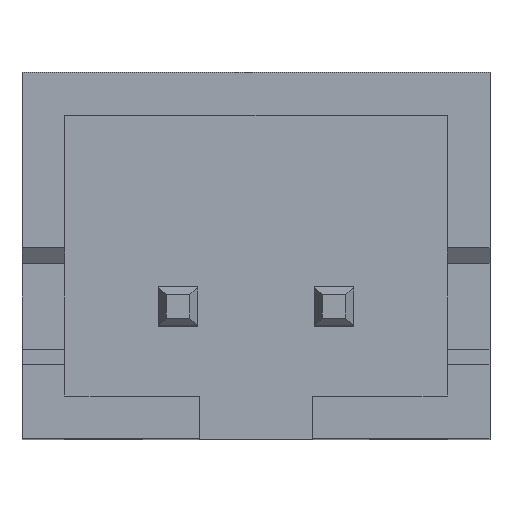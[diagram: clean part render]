
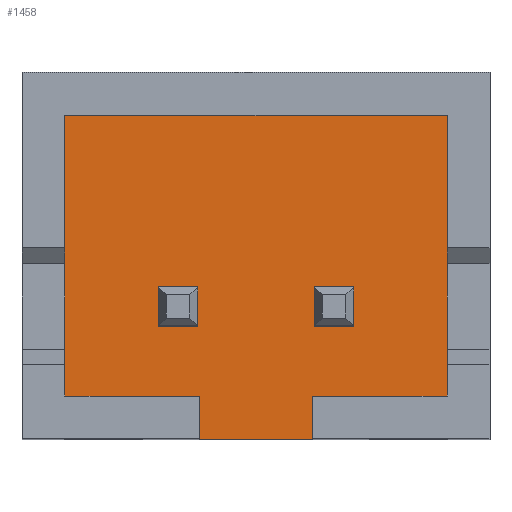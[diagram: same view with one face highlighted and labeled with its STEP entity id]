
A CAD part, top view. The second image highlights one B-rep face of the part: STEP entity #1458.
In plain terms, the highlighted planar face has unit normal (0, 0, 1).
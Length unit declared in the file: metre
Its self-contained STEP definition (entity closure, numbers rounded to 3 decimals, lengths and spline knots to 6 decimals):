
#141=ORIENTED_EDGE('',*,*,#475,.F.);
#142=ORIENTED_EDGE('',*,*,#478,.T.);
#143=ORIENTED_EDGE('',*,*,#481,.T.);
#144=ORIENTED_EDGE('',*,*,#483,.F.);
#145=ORIENTED_EDGE('',*,*,#537,.T.);
#146=ORIENTED_EDGE('',*,*,#538,.T.);
#147=ORIENTED_EDGE('',*,*,#539,.F.);
#148=ORIENTED_EDGE('',*,*,#540,.F.);
#149=ORIENTED_EDGE('',*,*,#488,.T.);
#150=ORIENTED_EDGE('',*,*,#541,.T.);
#151=ORIENTED_EDGE('',*,*,#542,.T.);
#152=ORIENTED_EDGE('',*,*,#462,.T.);
#153=ORIENTED_EDGE('',*,*,#543,.F.);
#154=ORIENTED_EDGE('',*,*,#535,.T.);
#155=ORIENTED_EDGE('',*,*,#544,.F.);
#156=ORIENTED_EDGE('',*,*,#517,.F.);
#157=ORIENTED_EDGE('',*,*,#545,.F.);
#158=ORIENTED_EDGE('',*,*,#512,.T.);
#462=EDGE_CURVE('',#671,#670,#806,.T.);
#475=EDGE_CURVE('',#683,#680,#819,.T.);
#478=EDGE_CURVE('',#683,#685,#822,.T.);
#481=EDGE_CURVE('',#685,#687,#825,.T.);
#483=EDGE_CURVE('',#680,#687,#827,.T.);
#488=EDGE_CURVE('',#691,#690,#832,.T.);
#512=EDGE_CURVE('',#710,#691,#856,.T.);
#517=EDGE_CURVE('',#714,#715,#861,.T.);
#535=EDGE_CURVE('',#727,#726,#879,.T.);
#537=EDGE_CURVE('',#728,#729,#881,.T.);
#538=EDGE_CURVE('',#729,#730,#882,.T.);
#539=EDGE_CURVE('',#731,#730,#883,.T.);
#540=EDGE_CURVE('',#728,#731,#884,.T.);
#541=EDGE_CURVE('',#690,#732,#885,.T.);
#542=EDGE_CURVE('',#732,#671,#886,.T.);
#543=EDGE_CURVE('',#727,#670,#887,.T.);
#544=EDGE_CURVE('',#715,#726,#888,.T.);
#545=EDGE_CURVE('',#710,#714,#889,.T.);
#670=VERTEX_POINT('',#2062);
#671=VERTEX_POINT('',#2064);
#680=VERTEX_POINT('',#2084);
#683=VERTEX_POINT('',#2089);
#685=VERTEX_POINT('',#2095);
#687=VERTEX_POINT('',#2101);
#690=VERTEX_POINT('',#2114);
#691=VERTEX_POINT('',#2116);
#710=VERTEX_POINT('',#2162);
#714=VERTEX_POINT('',#2171);
#715=VERTEX_POINT('',#2173);
#726=VERTEX_POINT('',#2204);
#727=VERTEX_POINT('',#2206);
#728=VERTEX_POINT('',#2210);
#729=VERTEX_POINT('',#2211);
#730=VERTEX_POINT('',#2213);
#731=VERTEX_POINT('',#2215);
#732=VERTEX_POINT('',#2218);
#806=LINE('',#2063,#1016);
#819=LINE('',#2090,#1029);
#822=LINE('',#2096,#1032);
#825=LINE('',#2102,#1035);
#827=LINE('',#2105,#1037);
#832=LINE('',#2115,#1042);
#856=LINE('',#2161,#1066);
#861=LINE('',#2172,#1071);
#879=LINE('',#2205,#1089);
#881=LINE('',#2209,#1091);
#882=LINE('',#2212,#1092);
#883=LINE('',#2214,#1093);
#884=LINE('',#2216,#1094);
#885=LINE('',#2217,#1095);
#886=LINE('',#2219,#1096);
#887=LINE('',#2220,#1097);
#888=LINE('',#2221,#1098);
#889=LINE('',#2222,#1099);
#1016=VECTOR('',#1670,1.);
#1029=VECTOR('',#1685,1.);
#1032=VECTOR('',#1690,1.);
#1035=VECTOR('',#1695,1.);
#1037=VECTOR('',#1699,1.);
#1042=VECTOR('',#1708,1.);
#1066=VECTOR('',#1738,1.);
#1071=VECTOR('',#1745,1.);
#1089=VECTOR('',#1769,1.);
#1091=VECTOR('',#1773,1.);
#1092=VECTOR('',#1774,1.);
#1093=VECTOR('',#1775,1.);
#1094=VECTOR('',#1776,1.);
#1095=VECTOR('',#1777,1.);
#1096=VECTOR('',#1778,1.);
#1097=VECTOR('',#1779,1.);
#1098=VECTOR('',#1780,1.);
#1099=VECTOR('',#1781,1.);
#1216=EDGE_LOOP('',(#141,#142,#143,#144));
#1217=EDGE_LOOP('',(#145,#146,#147,#148));
#1218=EDGE_LOOP('',(#149,#150,#151,#152,#153,#154,#155,#156,#157,#158));
#1298=FACE_BOUND('',#1216,.T.);
#1299=FACE_BOUND('',#1217,.T.);
#1300=FACE_BOUND('',#1218,.T.);
#1380=PLANE('',#1572);
#1458=ADVANCED_FACE('',(#1298,#1299,#1300),#1380,.T.);
#1572=AXIS2_PLACEMENT_3D('',#2208,#1771,#1772);
#1670=DIRECTION('',(1.,0.,0.));
#1685=DIRECTION('',(0.,1.,0.));
#1690=DIRECTION('',(-1.,0.,0.));
#1695=DIRECTION('',(0.,1.,0.));
#1699=DIRECTION('',(-1.,0.,0.));
#1708=DIRECTION('',(1.,0.,0.));
#1738=DIRECTION('',(0.,-1.,0.));
#1745=DIRECTION('',(0.,-1.,0.));
#1769=DIRECTION('',(1.,0.,0.));
#1771=DIRECTION('',(0.,0.,1.));
#1772=DIRECTION('',(1.,0.,0.));
#1773=DIRECTION('',(-1.,0.,0.));
#1774=DIRECTION('',(0.,1.,0.));
#1775=DIRECTION('',(-1.,0.,0.));
#1776=DIRECTION('',(0.,1.,0.));
#1777=DIRECTION('',(1.,0.,0.));
#1778=DIRECTION('',(0.,-1.,0.));
#1779=DIRECTION('',(0.,-1.,0.));
#1780=DIRECTION('',(-1.,0.,0.));
#1781=DIRECTION('',(1.,0.,0.));
#2062=CARTESIAN_POINT('',(0.000725,-0.0017,0.0018));
#2063=CARTESIAN_POINT('',(0.,-0.0017,0.0018));
#2064=CARTESIAN_POINT('',(-0.000725,-0.0017,0.0018));
#2084=CARTESIAN_POINT('',(-0.00075,0.00025,0.0018));
#2089=CARTESIAN_POINT('',(-0.00075,-0.00025,0.0018));
#2090=CARTESIAN_POINT('',(-0.00075,0.,0.0018));
#2095=CARTESIAN_POINT('',(-0.00125,-0.00025,0.0018));
#2096=CARTESIAN_POINT('',(-0.001,-0.00025,0.0018));
#2101=CARTESIAN_POINT('',(-0.00125,0.00025,0.0018));
#2102=CARTESIAN_POINT('',(-0.00125,0.,0.0018));
#2105=CARTESIAN_POINT('',(-0.001,0.00025,0.0018));
#2114=CARTESIAN_POINT('',(-0.00145,-0.00115,0.0018));
#2115=CARTESIAN_POINT('',(-0.001588,-0.00115,0.0018));
#2116=CARTESIAN_POINT('',(-0.00245,-0.00115,0.0018));
#2161=CARTESIAN_POINT('',(-0.00245,0.00065,0.0018));
#2162=CARTESIAN_POINT('',(-0.00245,0.00245,0.0018));
#2171=CARTESIAN_POINT('',(0.00245,0.00245,0.0018));
#2172=CARTESIAN_POINT('',(0.00245,0.00065,0.0018));
#2173=CARTESIAN_POINT('',(0.00245,-0.00115,0.0018));
#2204=CARTESIAN_POINT('',(0.00145,-0.00115,0.0018));
#2205=CARTESIAN_POINT('',(0.001588,-0.00115,0.0018));
#2206=CARTESIAN_POINT('',(0.000725,-0.00115,0.0018));
#2208=CARTESIAN_POINT('',(0.,0.00065,0.0018));
#2209=CARTESIAN_POINT('',(0.001,-0.00025,0.0018));
#2210=CARTESIAN_POINT('',(0.00125,-0.00025,0.0018));
#2211=CARTESIAN_POINT('',(0.00075,-0.00025,0.0018));
#2212=CARTESIAN_POINT('',(0.00075,0.,0.0018));
#2213=CARTESIAN_POINT('',(0.00075,0.00025,0.0018));
#2214=CARTESIAN_POINT('',(0.001,0.00025,0.0018));
#2215=CARTESIAN_POINT('',(0.00125,0.00025,0.0018));
#2216=CARTESIAN_POINT('',(0.00125,0.,0.0018));
#2217=CARTESIAN_POINT('',(-0.001588,-0.00115,0.0018));
#2218=CARTESIAN_POINT('',(-0.000725,-0.00115,0.0018));
#2219=CARTESIAN_POINT('',(-0.000725,-0.001425,0.0018));
#2220=CARTESIAN_POINT('',(0.000725,-0.001425,0.0018));
#2221=CARTESIAN_POINT('',(0.,-0.00115,0.0018));
#2222=CARTESIAN_POINT('',(0.,0.00245,0.0018));
